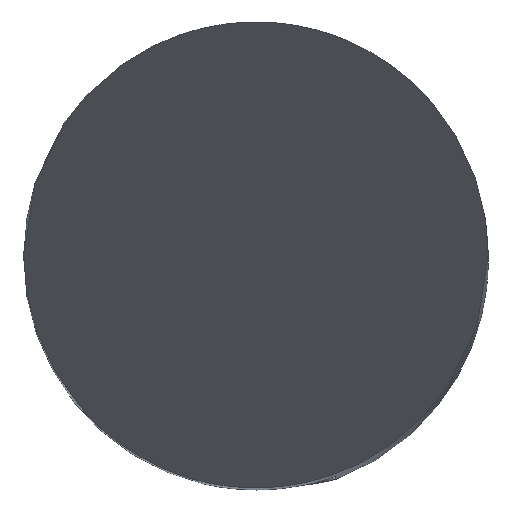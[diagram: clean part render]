
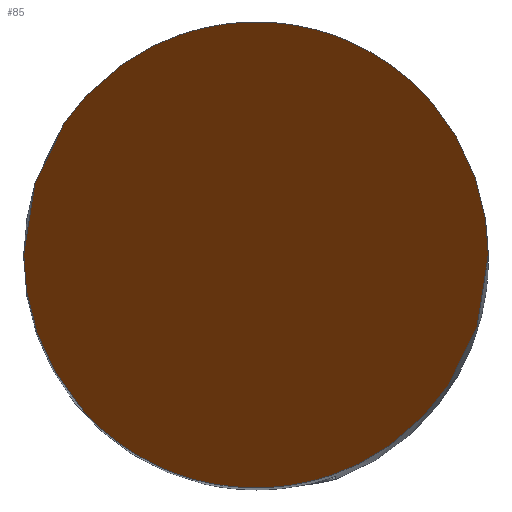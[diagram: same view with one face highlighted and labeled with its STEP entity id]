
A CAD part, top view. The second image highlights one B-rep face of the part: STEP entity #85.
In plain terms, the highlighted planar face has unit normal (0, -0.866, 0.5).
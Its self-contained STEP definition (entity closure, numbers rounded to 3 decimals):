
#85=ADVANCED_FACE('',(#123),#106,.F.);
#106=PLANE('',#511);
#123=FACE_OUTER_BOUND('',#148,.T.);
#148=EDGE_LOOP('',(#201,#202));
#201=ORIENTED_EDGE('',*,*,#347,.F.);
#202=ORIENTED_EDGE('',*,*,#348,.F.);
#301=VERTEX_POINT('',#849);
#302=VERTEX_POINT('',#850);
#347=EDGE_CURVE('',#301,#302,#449,.T.);
#348=EDGE_CURVE('',#302,#301,#450,.T.);
#449=(
BOUNDED_CURVE()
B_SPLINE_CURVE(3,(#845,#846,#847,#848),.UNSPECIFIED.,.F.,.F.)
B_SPLINE_CURVE_WITH_KNOTS((4,4),(0.,1.),.UNSPECIFIED.)
CURVE()
GEOMETRIC_REPRESENTATION_ITEM()
RATIONAL_B_SPLINE_CURVE((1.,0.333,0.333,1.))
REPRESENTATION_ITEM('')
);
#450=(
BOUNDED_CURVE()
B_SPLINE_CURVE(3,(#851,#852,#853,#854),.UNSPECIFIED.,.F.,.F.)
B_SPLINE_CURVE_WITH_KNOTS((4,4),(0.,1.),.UNSPECIFIED.)
CURVE()
GEOMETRIC_REPRESENTATION_ITEM()
RATIONAL_B_SPLINE_CURVE((1.,0.333,0.333,1.))
REPRESENTATION_ITEM('')
);
#511=AXIS2_PLACEMENT_3D('',#855,#566,#567);
#566=DIRECTION('',(0.,0.866,-0.5));
#567=DIRECTION('',(0.,-0.5,-0.866));
#845=CARTESIAN_POINT('',(3.,0.,0.));
#846=CARTESIAN_POINT('',(3.,-6.,-10.392));
#847=CARTESIAN_POINT('',(-3.,-6.,-10.392));
#848=CARTESIAN_POINT('',(-3.,0.,0.));
#849=CARTESIAN_POINT('',(3.,0.,0.));
#850=CARTESIAN_POINT('',(-3.,0.,0.));
#851=CARTESIAN_POINT('',(-3.,0.,0.));
#852=CARTESIAN_POINT('',(-3.,6.,10.392));
#853=CARTESIAN_POINT('',(3.,6.,10.392));
#854=CARTESIAN_POINT('',(3.,0.,0.));
#855=CARTESIAN_POINT('',(3.,3.,5.196));
